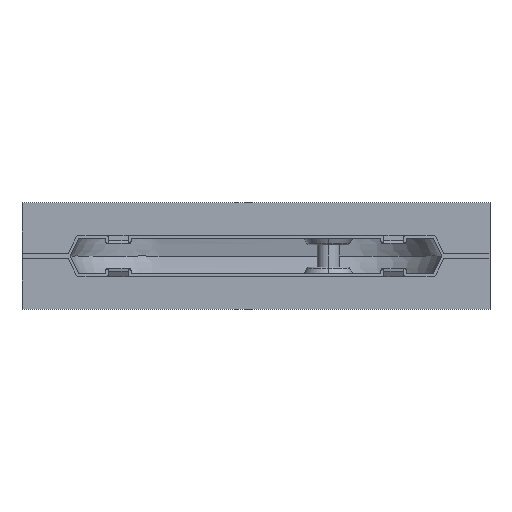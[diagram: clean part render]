
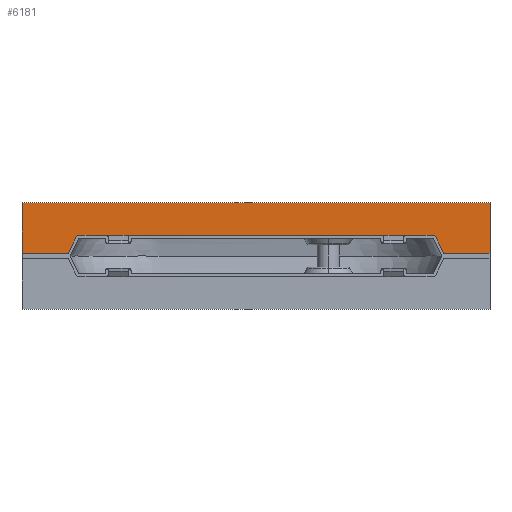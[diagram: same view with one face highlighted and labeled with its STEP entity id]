
A CAD part, left-side view. The second image highlights one B-rep face of the part: STEP entity #6181.
In plain terms, the highlighted planar face has unit normal (-1, 0, 0).
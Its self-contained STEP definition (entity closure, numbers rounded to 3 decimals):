
#626 = EDGE_CURVE ( 'NONE', #4768, #6580, #879, .T. ) ;
#631 = DIRECTION ( 'NONE',  ( 0., 1., 0. ) ) ;
#692 = DIRECTION ( 'NONE',  ( 0., 0., -1. ) ) ;
#765 = EDGE_CURVE ( 'NONE', #6580, #791, #2937, .T. ) ;
#777 = CARTESIAN_POINT ( 'NONE',  ( 49.2, -68., 15.5 ) ) ;
#791 = VERTEX_POINT ( 'NONE', #3251 ) ;
#879 = LINE ( 'NONE', #1252, #3570 ) ;
#1144 = CARTESIAN_POINT ( 'NONE',  ( 49.2, -68., 15.5 ) ) ;
#1252 = CARTESIAN_POINT ( 'NONE',  ( 49.2, 68., 15.5 ) ) ;
#1650 = VERTEX_POINT ( 'NONE', #6187 ) ;
#1765 = DIRECTION ( 'NONE',  ( 0., -1., 0. ) ) ;
#1801 = PLANE ( 'NONE',  #3737 ) ;
#2013 = ORIENTED_EDGE ( 'NONE', *, *, #6536, .F. ) ;
#2193 = CARTESIAN_POINT ( 'NONE',  ( 49.2, 68., 15.5 ) ) ;
#2434 = ORIENTED_EDGE ( 'NONE', *, *, #765, .F. ) ;
#2465 = LINE ( 'NONE', #6226, #4903 ) ;
#2711 = CARTESIAN_POINT ( 'NONE',  ( 49.2, -68., 15.5 ) ) ;
#2824 = EDGE_CURVE ( 'NONE', #1650, #4768, #6423, .T. ) ;
#2937 = LINE ( 'NONE', #2711, #4134 ) ;
#3211 = CARTESIAN_POINT ( 'NONE',  ( 49.2, 68., 15.5 ) ) ;
#3251 = CARTESIAN_POINT ( 'NONE',  ( 49.2, -68., 0.8 ) ) ;
#3324 = DIRECTION ( 'NONE',  ( 0., 0., -1. ) ) ;
#3570 = VECTOR ( 'NONE', #1765, 1000. ) ;
#3737 = AXIS2_PLACEMENT_3D ( 'NONE', #777, #6388, #3324 ) ;
#3772 = FACE_OUTER_BOUND ( 'NONE', #5142, .T. ) ;
#4134 = VECTOR ( 'NONE', #692, 1000. ) ;
#4768 = VERTEX_POINT ( 'NONE', #3211 ) ;
#4903 = VECTOR ( 'NONE', #631, 1000. ) ;
#5008 = ORIENTED_EDGE ( 'NONE', *, *, #626, .F. ) ;
#5048 = VECTOR ( 'NONE', #5302, 1000. ) ;
#5142 = EDGE_LOOP ( 'NONE', ( #2013, #2434, #5008, #6091 ) ) ;
#5302 = DIRECTION ( 'NONE',  ( 0., 0., 1. ) ) ;
#6091 = ORIENTED_EDGE ( 'NONE', *, *, #2824, .F. ) ;
#6181 = ADVANCED_FACE ( 'NONE', ( #3772 ), #1801, .F. ) ;
#6187 = CARTESIAN_POINT ( 'NONE',  ( 49.2, 68., 0.8 ) ) ;
#6226 = CARTESIAN_POINT ( 'NONE',  ( 49.2, -68., 0.8 ) ) ;
#6388 = DIRECTION ( 'NONE',  ( 1., 0., 0. ) ) ;
#6423 = LINE ( 'NONE', #2193, #5048 ) ;
#6536 = EDGE_CURVE ( 'NONE', #791, #1650, #2465, .T. ) ;
#6580 = VERTEX_POINT ( 'NONE', #1144 ) ;
